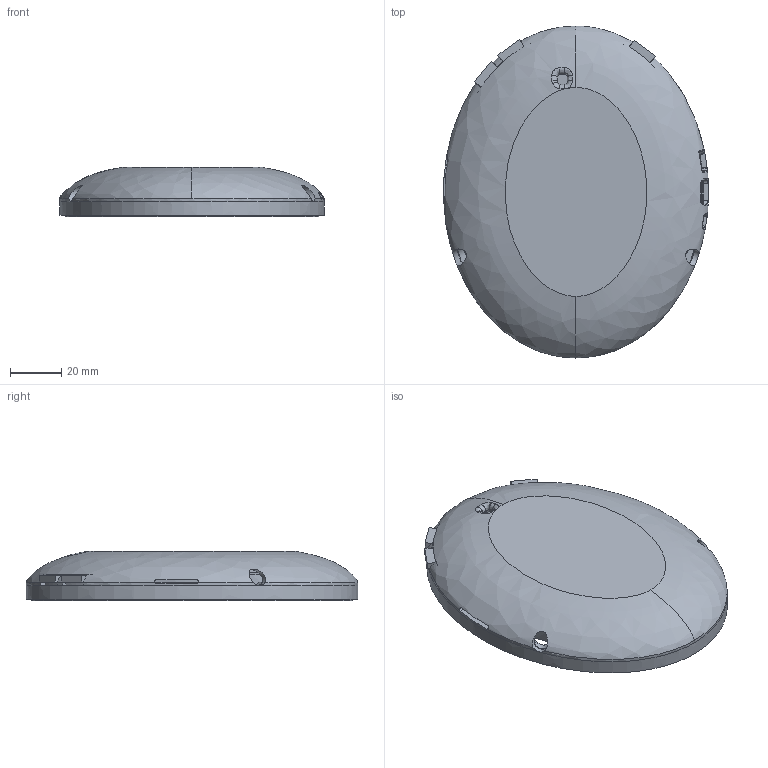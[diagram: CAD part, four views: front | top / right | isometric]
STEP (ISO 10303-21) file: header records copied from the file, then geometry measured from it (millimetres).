
FILE_DESCRIPTION(/* description */ (''),/* implementation_level */ '2;1');
FILE_NAME(/* name */ 'TheCyrclePhone_Mezcal_Oval4 v13.step',/* time_stamp */ '2021-08-11T11:17:02-07:00',/* author */ (''),/* organization */ (''),/* preprocessor_version */ 'ST-DEVELOPER v18.1',/* originating_system */ 'Autodesk Translation Framework v10.9.0.1377',/* authorisation */ '');
FILE_SCHEMA (('AUTOMOTIVE_DESIGN { 1 0 10303 214 3 1 1 }'));
Length unit declared in the file: millimetre
Products named in the file (1): TheCyrclePhone_Mezcal_Oval4
Bounding box: 103.86 x 130.13 x 19.25 mm (x, y, z)
Volume: 77765.4 mm3; surface area: 70062.5 mm2
Topology: 6 solids, 6 shells, 503 faces, 1479 edges, 974 vertices
Faces by surface type: plane 301, cylinder 108, bspline 94
Full cylindrical faces by diameter (mm): 1.6 x23, 2.375 x1, 2.65 x1, 2.7 x3, 6.4 x3, 9.7 x1, 88.6 x1, 93 x1
Entity records: 23370 total; most frequent: CARTESIAN_POINT 10304, ORIENTED_EDGE 2956, DIRECTION 2289, EDGE_CURVE 1478, VERTEX_POINT 974, LINE 841, VECTOR 841, AXIS2_PLACEMENT_3D 724
